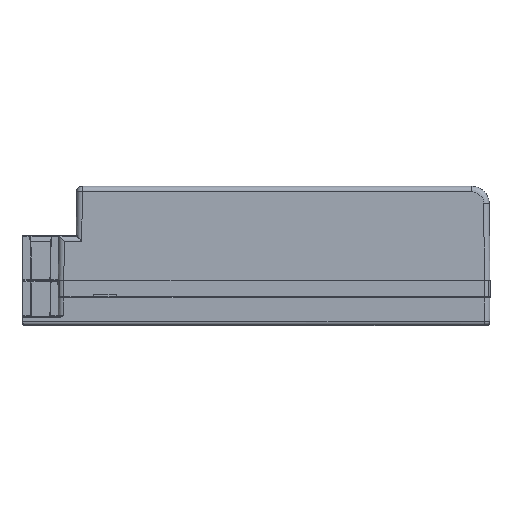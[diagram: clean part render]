
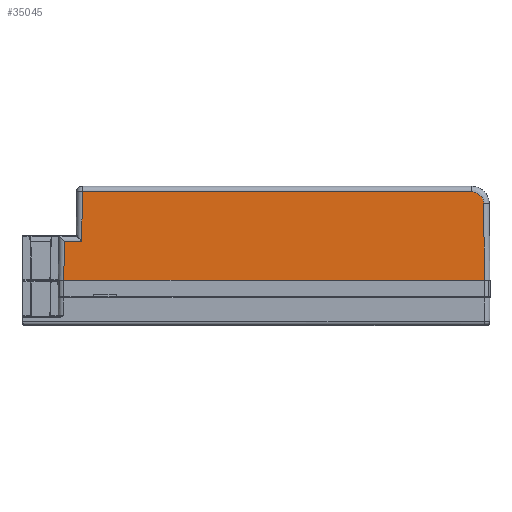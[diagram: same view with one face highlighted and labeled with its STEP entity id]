
A CAD part, top view. The second image highlights one B-rep face of the part: STEP entity #35045.
In plain terms, the highlighted planar face has unit normal (0, 0.009, 1).
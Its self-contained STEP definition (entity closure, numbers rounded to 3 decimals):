
#256 = CARTESIAN_POINT ( 'NONE',  ( 133., 23.914, 38.253 ) ) ;
#2203 = FACE_OUTER_BOUND ( 'NONE', #6211, .T. ) ;
#4945 = VECTOR ( 'NONE', #23810, 1000. ) ;
#6211 = EDGE_LOOP ( 'NONE', ( #55312, #26160, #85531, #119591, #46766, #95317, #37879 ) ) ;
#11012 = DIRECTION ( 'NONE',  ( -1., 0., 0. ) ) ;
#12886 = CARTESIAN_POINT ( 'NONE',  ( 131.4, 12.8, 38.35 ) ) ;
#20425 = DIRECTION ( 'NONE',  ( -1., 0., 0. ) ) ;
#21416 = VERTEX_POINT ( 'NONE', #106005 ) ;
#23810 = DIRECTION ( 'NONE',  ( -0.009, -1., 0.009 ) ) ;
#26160 = ORIENTED_EDGE ( 'NONE', *, *, #103542, .T. ) ;
#28024 = VERTEX_POINT ( 'NONE', #73557 ) ;
#30924 = PLANE ( 'NONE',  #74696 ) ;
#31365 = CARTESIAN_POINT ( 'NONE',  ( 17.119, 37.914, 38.131 ) ) ;
#35045 = ADVANCED_FACE ( 'NONE', ( #2203 ), #30924, .T. ) ;
#35230 = VECTOR ( 'NONE', #54169, 1000. ) ;
#37879 = ORIENTED_EDGE ( 'NONE', *, *, #103648, .T. ) ;
#41067 = VECTOR ( 'NONE', #121413, 1000. ) ;
#43072 = CARTESIAN_POINT ( 'NONE',  ( 127.81, 37.914, 38.131 ) ) ;
#43271 = VECTOR ( 'NONE', #73888, 1000. ) ;
#46203 = CARTESIAN_POINT ( 'NONE',  ( 131.21, 34.544, 38.16 ) ) ;
#46766 = ORIENTED_EDGE ( 'NONE', *, *, #73516, .T. ) ;
#54169 = DIRECTION ( 'NONE',  ( 1., 0., 0. ) ) ;
#55312 = ORIENTED_EDGE ( 'NONE', *, *, #94109, .T. ) ;
#56833 = LINE ( 'NONE', #128607, #35230 ) ;
#57440 = EDGE_CURVE ( 'NONE', #115548, #90798, #136460, .T. ) ;
#58465 = CARTESIAN_POINT ( 'NONE',  ( 11.997, 23.914, 38.253 ) ) ;
#62532 = DIRECTION ( 'NONE',  ( 0., 0.009, 1. ) ) ;
#64890 = LINE ( 'NONE', #98246, #4945 ) ;
#67593 = CARTESIAN_POINT ( 'NONE',  ( 127.81, 37.914, 38.131 ) ) ;
#68361 = CARTESIAN_POINT ( 'NONE',  ( 131.4, 12.786, 38.35 ) ) ;
#73516 = EDGE_CURVE ( 'NONE', #21416, #115548, #95678, .T. ) ;
#73557 = CARTESIAN_POINT ( 'NONE',  ( 11.9, 12.8, 38.35 ) ) ;
#73888 = DIRECTION ( 'NONE',  ( -0.009, -1., 0.009 ) ) ;
#74360 = VERTEX_POINT ( 'NONE', #12886 ) ;
#74696 = AXIS2_PLACEMENT_3D ( 'NONE', #95154, #62532, #136920 ) ;
#79751 = VECTOR ( 'NONE', #11012, 1000. ) ;
#85531 = ORIENTED_EDGE ( 'NONE', *, *, #102248, .T. ) ;
#88611 = EDGE_CURVE ( 'NONE', #74360, #21416, #101037, .T. ) ;
#90798 = VERTEX_POINT ( 'NONE', #31365 ) ;
#94109 = EDGE_CURVE ( 'NONE', #106910, #119229, #104701, .T. ) ;
#94877 = CARTESIAN_POINT ( 'NONE',  ( 15.533, 37.914, 38.131 ) ) ;
#95154 = CARTESIAN_POINT ( 'NONE',  ( 133., 12.8, 38.35 ) ) ;
#95317 = ORIENTED_EDGE ( 'NONE', *, *, #57440, .T. ) ;
#95678 =( BOUNDED_CURVE ( )  B_SPLINE_CURVE ( 3, ( #46203, #120629, #131274, #67593 ),
 .UNSPECIFIED., .F., .F. ) 
 B_SPLINE_CURVE_WITH_KNOTS ( ( 4, 4 ),
 ( 4.721, 6.283 ),
 .UNSPECIFIED. ) 
 CURVE ( )  GEOMETRIC_REPRESENTATION_ITEM ( )  RATIONAL_B_SPLINE_CURVE ( ( 1., 0.807, 0.807, 1. ) ) 
 REPRESENTATION_ITEM ( '' )  );
#98246 = CARTESIAN_POINT ( 'NONE',  ( 16.909, 13.813, 38.341 ) ) ;
#101037 = LINE ( 'NONE', #68361, #41067 ) ;
#102248 = EDGE_CURVE ( 'NONE', #28024, #74360, #56833, .T. ) ;
#103542 = EDGE_CURVE ( 'NONE', #119229, #28024, #124877, .T. ) ;
#103648 = EDGE_CURVE ( 'NONE', #90798, #106910, #64890, .T. ) ;
#104701 = LINE ( 'NONE', #256, #79751 ) ;
#106005 = CARTESIAN_POINT ( 'NONE',  ( 131.21, 34.544, 38.16 ) ) ;
#106910 = VERTEX_POINT ( 'NONE', #109489 ) ;
#108175 = VECTOR ( 'NONE', #20425, 1000. ) ;
#109489 = CARTESIAN_POINT ( 'NONE',  ( 16.997, 23.914, 38.253 ) ) ;
#115548 = VERTEX_POINT ( 'NONE', #43072 ) ;
#119229 = VERTEX_POINT ( 'NONE', #58465 ) ;
#119591 = ORIENTED_EDGE ( 'NONE', *, *, #88611, .T. ) ;
#120629 = CARTESIAN_POINT ( 'NONE',  ( 131.193, 36.521, 38.143 ) ) ;
#121413 = DIRECTION ( 'NONE',  ( -0.009, 1., -0.009 ) ) ;
#124877 = LINE ( 'NONE', #137542, #43271 ) ;
#128607 = CARTESIAN_POINT ( 'NONE',  ( 133., 12.8, 38.35 ) ) ;
#131274 = CARTESIAN_POINT ( 'NONE',  ( 129.788, 37.914, 38.131 ) ) ;
#136460 = LINE ( 'NONE', #94877, #108175 ) ;
#136920 = DIRECTION ( 'NONE',  ( 0., -1., 0.009 ) ) ;
#137542 = CARTESIAN_POINT ( 'NONE',  ( 11.909, 13.857, 38.341 ) ) ;
